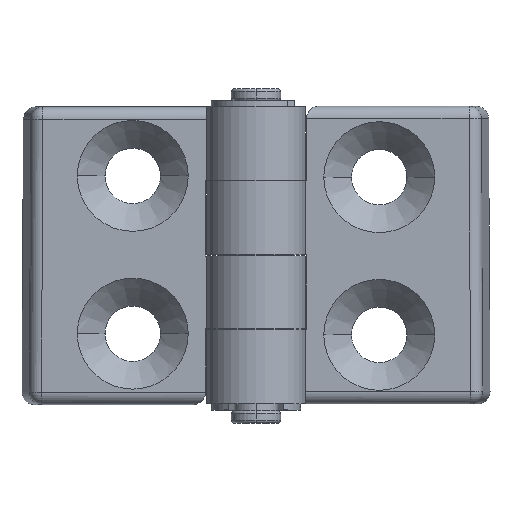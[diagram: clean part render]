
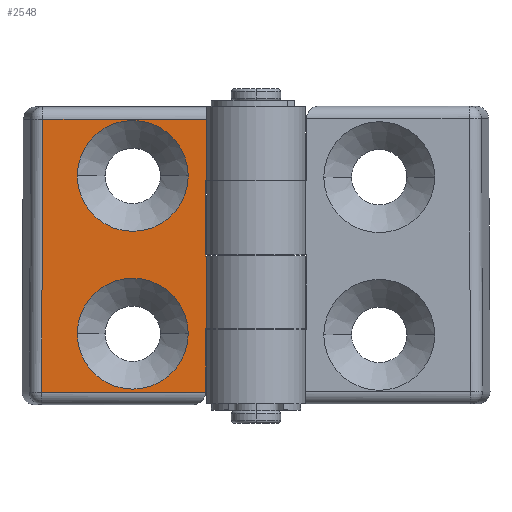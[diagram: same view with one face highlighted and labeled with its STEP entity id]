
A CAD part, top view. The second image highlights one B-rep face of the part: STEP entity #2548.
In plain terms, the highlighted planar face has unit normal (0, 0, 1).
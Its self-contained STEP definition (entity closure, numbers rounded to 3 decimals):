
#6 = EDGE_CURVE ( 'NONE', #1955, #2119, #3474, .T. ) ;
#46 = EDGE_CURVE ( 'NONE', #217, #430, #2723, .T. ) ;
#67 = CARTESIAN_POINT ( 'NONE',  ( -11.815, 11.999, 4. ) ) ;
#113 = VECTOR ( 'NONE', #3355, 1000. ) ;
#122 = CARTESIAN_POINT ( 'NONE',  ( -12.015, 24.299, 4. ) ) ;
#171 = DIRECTION ( 'NONE',  ( 0., -1., 0. ) ) ;
#217 = VERTEX_POINT ( 'NONE', #631 ) ;
#230 = EDGE_LOOP ( 'NONE', ( #2353, #1596 ) ) ;
#282 = DIRECTION ( 'NONE',  ( 0., -1., 0. ) ) ;
#317 = CARTESIAN_POINT ( 'NONE',  ( -9., 12.799, 4. ) ) ;
#404 = EDGE_CURVE ( 'NONE', #217, #2163, #2720, .T. ) ;
#430 = VERTEX_POINT ( 'NONE', #1310 ) ;
#437 = VERTEX_POINT ( 'NONE', #1321 ) ;
#465 = DIRECTION ( 'NONE',  ( 0., 0., 1. ) ) ;
#485 = DIRECTION ( 'NONE',  ( 1., 0., 0. ) ) ;
#494 = EDGE_LOOP ( 'NONE', ( #2181, #3354 ) ) ;
#529 = LINE ( 'NONE', #572, #113 ) ;
#536 = ORIENTED_EDGE ( 'NONE', *, *, #725, .T. ) ;
#572 = CARTESIAN_POINT ( 'NONE',  ( 14.699, -0.076, 4. ) ) ;
#627 = VECTOR ( 'NONE', #1007, 1000. ) ;
#631 = CARTESIAN_POINT ( 'NONE',  ( -12.015, 11.999, 4. ) ) ;
#701 = CARTESIAN_POINT ( 'NONE',  ( 0., -12.799, 4. ) ) ;
#704 = VERTEX_POINT ( 'NONE', #1235 ) ;
#725 = EDGE_CURVE ( 'NONE', #2009, #1955, #529, .T. ) ;
#727 = CARTESIAN_POINT ( 'NONE',  ( 16.235, -22., 4. ) ) ;
#740 = CARTESIAN_POINT ( 'NONE',  ( -12.015, -22., 4. ) ) ;
#755 = PLANE ( 'NONE',  #2750 ) ;
#808 = ORIENTED_EDGE ( 'NONE', *, *, #2759, .T. ) ;
#833 = AXIS2_PLACEMENT_3D ( 'NONE', #3512, #1032, #485 ) ;
#840 = LINE ( 'NONE', #3460, #3392 ) ;
#841 = EDGE_CURVE ( 'NONE', #704, #3411, #840, .T. ) ;
#857 = EDGE_CURVE ( 'NONE', #2119, #2163, #967, .T. ) ;
#876 = CARTESIAN_POINT ( 'NONE',  ( 0., 0.199, 4. ) ) ;
#901 = DIRECTION ( 'NONE',  ( 0., 0., 1. ) ) ;
#960 = EDGE_LOOP ( 'NONE', ( #536, #2677, #1685, #2164, #1730, #808, #3282, #1566, #2733, #2876 ) ) ;
#967 = LINE ( 'NONE', #2699, #627 ) ;
#996 = DIRECTION ( 'NONE',  ( 1., 0., 0. ) ) ;
#1000 = CARTESIAN_POINT ( 'NONE',  ( 14.815, 22.299, 4. ) ) ;
#1007 = DIRECTION ( 'NONE',  ( 0., -1., 0. ) ) ;
#1015 = VERTEX_POINT ( 'NONE', #1316 ) ;
#1032 = DIRECTION ( 'NONE',  ( 0., 0., -1. ) ) ;
#1048 = CIRCLE ( 'NONE', #2595, 9. ) ;
#1059 = CARTESIAN_POINT ( 'NONE',  ( 14.585, -22., 4. ) ) ;
#1074 = FACE_OUTER_BOUND ( 'NONE', #960, .T. ) ;
#1126 = CARTESIAN_POINT ( 'NONE',  ( 0., -12.101, 4. ) ) ;
#1136 = AXIS2_PLACEMENT_3D ( 'NONE', #701, #2928, #1573 ) ;
#1157 = VECTOR ( 'NONE', #2084, 1000. ) ;
#1231 = CARTESIAN_POINT ( 'NONE',  ( 0., 12.799, 4. ) ) ;
#1235 = CARTESIAN_POINT ( 'NONE',  ( -11.815, 0.199, 4. ) ) ;
#1252 = VECTOR ( 'NONE', #1703, 1000. ) ;
#1253 = FACE_BOUND ( 'NONE', #494, .T. ) ;
#1310 = CARTESIAN_POINT ( 'NONE',  ( -12.015, 0.199, 4. ) ) ;
#1316 = CARTESIAN_POINT ( 'NONE',  ( -9., -12.799, 4. ) ) ;
#1321 = CARTESIAN_POINT ( 'NONE',  ( -12.015, -12.101, 4. ) ) ;
#1376 = VERTEX_POINT ( 'NONE', #2354 ) ;
#1490 = EDGE_CURVE ( 'NONE', #1015, #1376, #2015, .T. ) ;
#1566 = ORIENTED_EDGE ( 'NONE', *, *, #2153, .F. ) ;
#1573 = DIRECTION ( 'NONE',  ( 1., 0., 0. ) ) ;
#1589 = DIRECTION ( 'NONE',  ( 1., 0., 0. ) ) ;
#1596 = ORIENTED_EDGE ( 'NONE', *, *, #1490, .T. ) ;
#1663 = EDGE_CURVE ( 'NONE', #2728, #3440, #3238, .T. ) ;
#1685 = ORIENTED_EDGE ( 'NONE', *, *, #857, .T. ) ;
#1703 = DIRECTION ( 'NONE',  ( 1., 0., 0. ) ) ;
#1721 = EDGE_CURVE ( 'NONE', #437, #2510, #1893, .T. ) ;
#1730 = ORIENTED_EDGE ( 'NONE', *, *, #46, .T. ) ;
#1826 = EDGE_CURVE ( 'NONE', #1376, #1015, #2776, .T. ) ;
#1852 = CARTESIAN_POINT ( 'NONE',  ( -11.815, 22.299, 4. ) ) ;
#1856 = LINE ( 'NONE', #876, #2351 ) ;
#1884 = VECTOR ( 'NONE', #282, 1000. ) ;
#1893 = LINE ( 'NONE', #122, #1157 ) ;
#1955 = VERTEX_POINT ( 'NONE', #1000 ) ;
#2009 = VERTEX_POINT ( 'NONE', #1059 ) ;
#2015 = CIRCLE ( 'NONE', #833, 9. ) ;
#2054 = DIRECTION ( 'NONE',  ( 1., 0., 0. ) ) ;
#2084 = DIRECTION ( 'NONE',  ( 0., -1., 0. ) ) ;
#2119 = VERTEX_POINT ( 'NONE', #2195 ) ;
#2133 = LINE ( 'NONE', #1126, #1252 ) ;
#2153 = EDGE_CURVE ( 'NONE', #437, #3411, #2133, .T. ) ;
#2163 = VERTEX_POINT ( 'NONE', #67 ) ;
#2164 = ORIENTED_EDGE ( 'NONE', *, *, #404, .F. ) ;
#2181 = ORIENTED_EDGE ( 'NONE', *, *, #3138, .F. ) ;
#2195 = CARTESIAN_POINT ( 'NONE',  ( -11.815, 22.299, 4. ) ) ;
#2235 = CARTESIAN_POINT ( 'NONE',  ( 0., 12.799, 4. ) ) ;
#2262 = CARTESIAN_POINT ( 'NONE',  ( -11.815, -12.101, 4. ) ) ;
#2295 = VECTOR ( 'NONE', #2978, 1000. ) ;
#2336 = DIRECTION ( 'NONE',  ( 1., 0., 0. ) ) ;
#2351 = VECTOR ( 'NONE', #2054, 1000. ) ;
#2353 = ORIENTED_EDGE ( 'NONE', *, *, #1826, .T. ) ;
#2354 = CARTESIAN_POINT ( 'NONE',  ( 9., -12.799, 4. ) ) ;
#2403 = EDGE_CURVE ( 'NONE', #2510, #2009, #3542, .T. ) ;
#2434 = CARTESIAN_POINT ( 'NONE',  ( 0., 0., 4. ) ) ;
#2510 = VERTEX_POINT ( 'NONE', #740 ) ;
#2548 = ADVANCED_FACE ( 'NONE', ( #2832, #1253, #1074 ), #755, .T. ) ;
#2595 = AXIS2_PLACEMENT_3D ( 'NONE', #1231, #901, #2336 ) ;
#2677 = ORIENTED_EDGE ( 'NONE', *, *, #6, .T. ) ;
#2699 = CARTESIAN_POINT ( 'NONE',  ( -11.815, 0., 4. ) ) ;
#2720 = LINE ( 'NONE', #3497, #3182 ) ;
#2723 = LINE ( 'NONE', #3286, #1884 ) ;
#2728 = VERTEX_POINT ( 'NONE', #317 ) ;
#2733 = ORIENTED_EDGE ( 'NONE', *, *, #1721, .T. ) ;
#2750 = AXIS2_PLACEMENT_3D ( 'NONE', #2434, #465, #1589 ) ;
#2759 = EDGE_CURVE ( 'NONE', #430, #704, #1856, .T. ) ;
#2776 = CIRCLE ( 'NONE', #1136, 9. ) ;
#2785 = DIRECTION ( 'NONE',  ( 0., 0., 1. ) ) ;
#2832 = FACE_BOUND ( 'NONE', #230, .T. ) ;
#2836 = VECTOR ( 'NONE', #996, 1000. ) ;
#2876 = ORIENTED_EDGE ( 'NONE', *, *, #2403, .T. ) ;
#2928 = DIRECTION ( 'NONE',  ( 0., 0., -1. ) ) ;
#2978 = DIRECTION ( 'NONE',  ( -1., 0., 0. ) ) ;
#3056 = DIRECTION ( 'NONE',  ( 1., 0., 0. ) ) ;
#3138 = EDGE_CURVE ( 'NONE', #3440, #2728, #1048, .T. ) ;
#3182 = VECTOR ( 'NONE', #3522, 1000. ) ;
#3195 = AXIS2_PLACEMENT_3D ( 'NONE', #2235, #2785, #3056 ) ;
#3238 = CIRCLE ( 'NONE', #3195, 9. ) ;
#3282 = ORIENTED_EDGE ( 'NONE', *, *, #841, .T. ) ;
#3286 = CARTESIAN_POINT ( 'NONE',  ( -12.015, 24.299, 4. ) ) ;
#3354 = ORIENTED_EDGE ( 'NONE', *, *, #1663, .F. ) ;
#3355 = DIRECTION ( 'NONE',  ( 0.005, 1., 0. ) ) ;
#3392 = VECTOR ( 'NONE', #171, 1000. ) ;
#3411 = VERTEX_POINT ( 'NONE', #2262 ) ;
#3440 = VERTEX_POINT ( 'NONE', #3510 ) ;
#3460 = CARTESIAN_POINT ( 'NONE',  ( -11.815, 0., 4. ) ) ;
#3474 = LINE ( 'NONE', #1852, #2295 ) ;
#3497 = CARTESIAN_POINT ( 'NONE',  ( 0., 11.999, 4. ) ) ;
#3510 = CARTESIAN_POINT ( 'NONE',  ( 9., 12.799, 4. ) ) ;
#3512 = CARTESIAN_POINT ( 'NONE',  ( 0., -12.799, 4. ) ) ;
#3522 = DIRECTION ( 'NONE',  ( 1., 0., 0. ) ) ;
#3542 = LINE ( 'NONE', #727, #2836 ) ;
